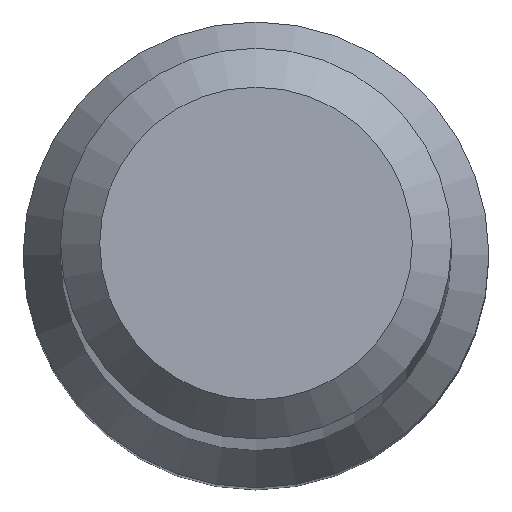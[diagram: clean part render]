
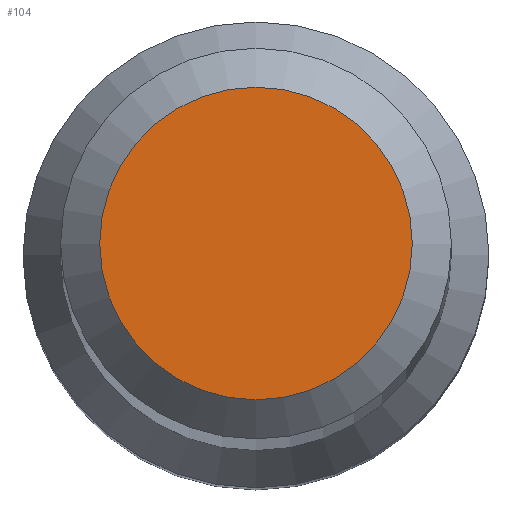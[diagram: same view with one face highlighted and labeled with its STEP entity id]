
A CAD part, top view. The second image highlights one B-rep face of the part: STEP entity #104.
In plain terms, the highlighted planar face has unit normal (0, 0, 1).
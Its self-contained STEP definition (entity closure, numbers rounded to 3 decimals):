
#4 = CARTESIAN_POINT ( 'NONE',  ( 0., 0., 80. ) ) ;
#22 = VERTEX_POINT ( 'NONE', #47 ) ;
#36 = AXIS2_PLACEMENT_3D ( 'NONE', #4, #186, #183 ) ;
#39 = PLANE ( 'NONE',  #139 ) ;
#47 = CARTESIAN_POINT ( 'NONE',  ( 0., 1.6, 80. ) ) ;
#74 = CIRCLE ( 'NONE', #36, 1.6 ) ;
#82 = DIRECTION ( 'NONE',  ( 0., -1., 0. ) ) ;
#94 = FACE_OUTER_BOUND ( 'NONE', #215, .T. ) ;
#104 = ADVANCED_FACE ( 'NONE', ( #94 ), #39, .T. ) ;
#127 = DIRECTION ( 'NONE',  ( 0., 0., 1. ) ) ;
#139 = AXIS2_PLACEMENT_3D ( 'NONE', #238, #127, #82 ) ;
#167 = ORIENTED_EDGE ( 'NONE', *, *, #214, .F. ) ;
#183 = DIRECTION ( 'NONE',  ( 0., 1., 0. ) ) ;
#186 = DIRECTION ( 'NONE',  ( 0., 0., -1. ) ) ;
#214 = EDGE_CURVE ( 'NONE', #22, #22, #74, .T. ) ;
#215 = EDGE_LOOP ( 'NONE', ( #167 ) ) ;
#238 = CARTESIAN_POINT ( 'NONE',  ( 0., 0., 80. ) ) ;
